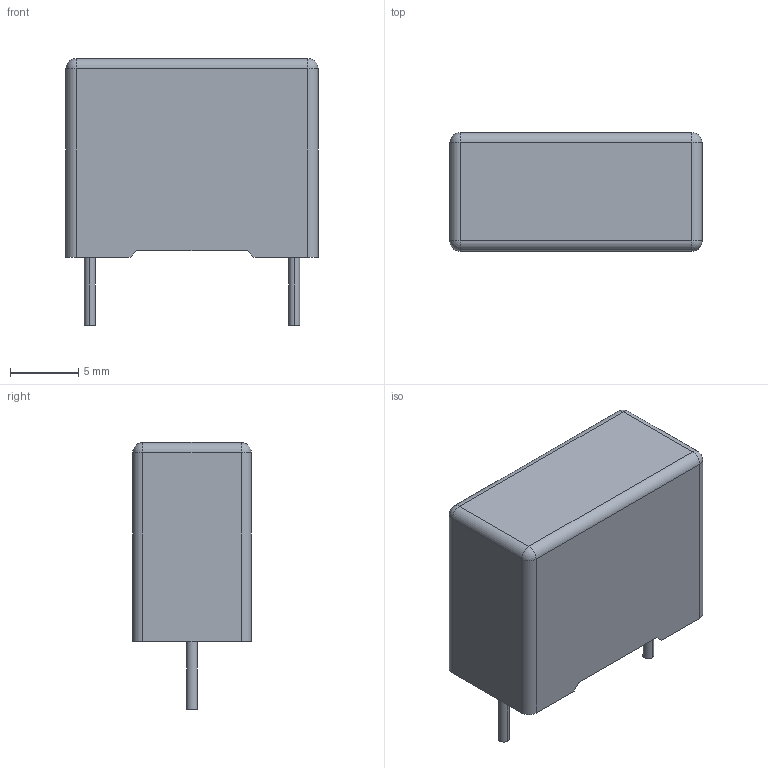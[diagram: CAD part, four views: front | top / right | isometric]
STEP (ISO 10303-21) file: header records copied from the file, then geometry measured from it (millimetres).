
FILE_DESCRIPTION(('FreeCAD Model'),'2;1');
FILE_NAME('CFRBox18.5x14.6x8.7_L18.5H14.6T8.7S15F0.011.step','2017-03-30T11:30:24', ('kicad StepUp'),('ksu MCAD'),'Open CASCADE STEP processor 6.8', 'FreeCAD','Unknown');
FILE_SCHEMA(('AUTOMOTIVE_DESIGN_CC2 { 1 2 10303 214 -1 1 5 4 }'));
Length unit declared in the file: millimetre
Products named in the file (1): CFRBox18.5x14.6x8.7_L18.5H14.6T8.7S15F0.011
Bounding box: 18.5 x 8.7 x 19.6 mm (x, y, z)
Volume: 2272 mm3; surface area: 1114.8 mm2
Topology: 1 solids, 1 shells, 36 faces, 88 edges, 52 vertices
Faces by surface type: plane 20, cylinder 12, sphere 4
Entity records: 1037 total; most frequent: DIRECTION 182, CARTESIAN_POINT 173, ORIENTED_EDGE 168, EDGE_CURVE 84, AXIS2_PLACEMENT_3D 61, LINE 60, VECTOR 60, VERTEX_POINT 52
